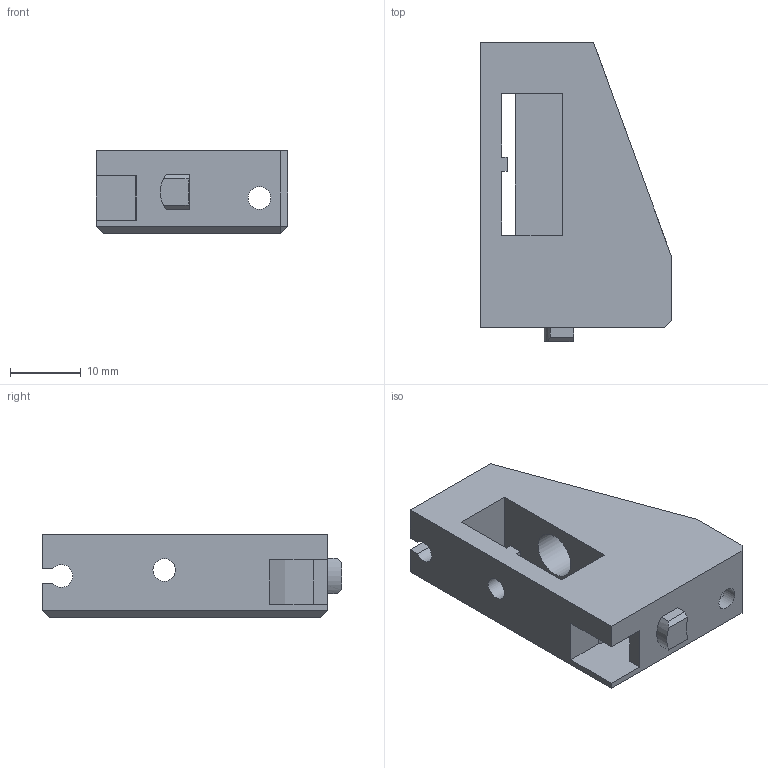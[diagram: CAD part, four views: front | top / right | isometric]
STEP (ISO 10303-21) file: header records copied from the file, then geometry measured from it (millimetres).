
FILE_DESCRIPTION(/* description */ ('STEP AP242','CAx-IF Rec.Pracs.---Representation and Presentation of Product Manufacturing Information (PMI)---4.0---2014-10-13','CAx-IF Rec.Pracs.---3D Tessellated Geometry---0.4---2014-09-14','2;1'),/* implementation_level */ '2;1');
FILE_NAME(/* name */ '65b9a1bca8e2bf108fa15f48',/* time_stamp */ '2024-01-31T01:26:21Z',/* author */ (''),/* organization */ (''),/* preprocessor_version */ 'ST-DEVELOPER v19.4',/* originating_system */ ' ',/* authorisation */ ' ');
FILE_SCHEMA (('AP242_MANAGED_MODEL_BASED_3D_ENGINEERING_MIM_LF { 1 0 10303 442 1 1 4 }'));
Length unit declared in the file: metre
Products named in the file (1): male-belt-holder
Bounding box: 27 x 42.2 x 11.7 mm (x, y, z)
Volume: 7062.3 mm3; surface area: 4673 mm2
Topology: 1 solids, 1 shells, 56 faces, 163 edges, 107 vertices
Faces by surface type: plane 46, cylinder 10
Full cylindrical faces by diameter (mm): 2 x2, 3.2 x2, 6.5 x2
Entity records: 1784 total; most frequent: CARTESIAN_POINT 334, ORIENTED_EDGE 292, DIRECTION 282, EDGE_CURVE 146, LINE 118, VECTOR 118, VERTEX_POINT 98, AXIS2_PLACEMENT_3D 82
